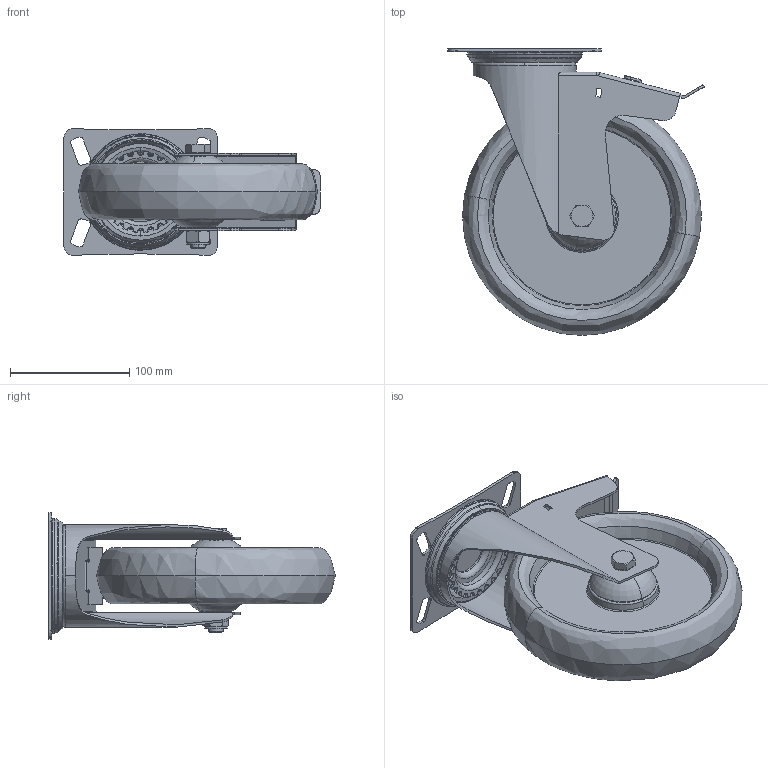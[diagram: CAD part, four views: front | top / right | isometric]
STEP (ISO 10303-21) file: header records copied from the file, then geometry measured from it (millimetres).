
FILE_DESCRIPTION (( 'STEP AP214' ), '1' );
FILE_NAME ('0027477.step', '2021-05-10T10:17:14', ( 'Windows-Benutzer' ), ( '' ), 'SwSTEP 2.0', 'SolidWorks 2020', '' );
FILE_SCHEMA (( 'AUTOMOTIVE_DESIGN' ));
Length unit declared in the file: millimetre
Products named in the file (1): 0027477
Bounding box: 214.45 x 240 x 106 mm (x, y, z)
Volume: 905877.1 mm3; surface area: 312460 mm2
Topology: 11 solids, 11 shells, 513 faces, 1295 edges, 826 vertices
Faces by surface type: bspline 155, cylinder 133, plane 133, cone 60, torus 32
Entity records: 37398 total; most frequent: CARTESIAN_POINT 20139, ORIENTED_EDGE 2590, DIRECTION 2158, EDGE_CURVE 1295, AXIS2_PLACEMENT_3D 880, VERTEX_POINT 826, EDGE_LOOP 569, UNCERTAINTY_MEASURE_WITH_UNIT 526
